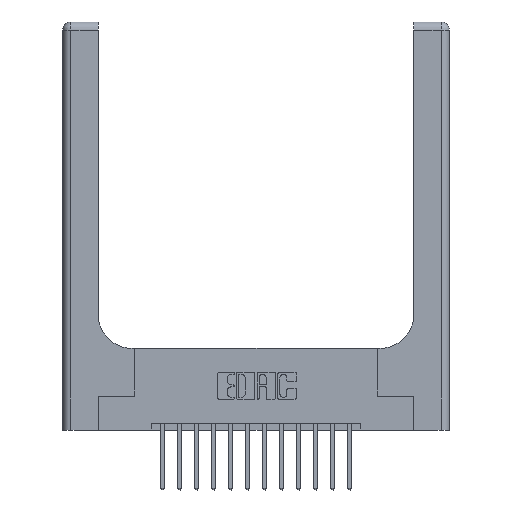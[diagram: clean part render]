
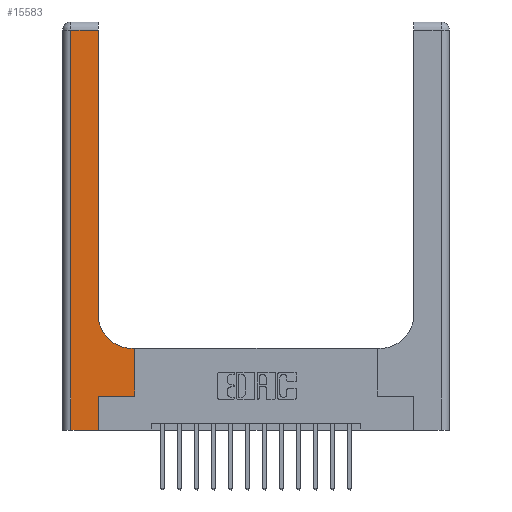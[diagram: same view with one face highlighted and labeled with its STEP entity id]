
A CAD part, top view. The second image highlights one B-rep face of the part: STEP entity #15583.
In plain terms, the highlighted planar face has unit normal (0, 0, 1).
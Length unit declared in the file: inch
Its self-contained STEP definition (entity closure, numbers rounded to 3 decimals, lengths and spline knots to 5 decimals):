
#388 = EDGE_CURVE ( 'NONE', #16808, #7889, #2121, .T. ) ;
#742 = EDGE_CURVE ( 'NONE', #4825, #10751, #14693, .T. ) ;
#871 = DIRECTION ( 'NONE',  ( 0., 0., -1. ) ) ;
#1102 = VERTEX_POINT ( 'NONE', #9428 ) ;
#1167 = CARTESIAN_POINT ( 'NONE',  ( 0.06, 2.94, 0.37 ) ) ;
#1213 = CARTESIAN_POINT ( 'NONE',  ( 0.06, 3., 0.37 ) ) ;
#1247 = EDGE_LOOP ( 'NONE', ( #14509, #1366, #10885, #12660, #7484, #4928, #5893, #11923, #17311 ) ) ;
#1366 = ORIENTED_EDGE ( 'NONE', *, *, #8825, .T. ) ;
#1688 = CARTESIAN_POINT ( 'NONE',  ( 0., 0., 0.37 ) ) ;
#1980 = CARTESIAN_POINT ( 'NONE',  ( 0.51, 0.85, 0.37 ) ) ;
#2121 = LINE ( 'NONE', #1213, #4479 ) ;
#2652 = DIRECTION ( 'NONE',  ( -1., 0., 0. ) ) ;
#2774 = CARTESIAN_POINT ( 'NONE',  ( 0., 2.94, 0.37 ) ) ;
#2857 = CARTESIAN_POINT ( 'NONE',  ( 0.26, 2.94, 0.37 ) ) ;
#3631 = LINE ( 'NONE', #4708, #12394 ) ;
#3686 = EDGE_CURVE ( 'NONE', #13976, #1102, #11539, .T. ) ;
#4003 = LINE ( 'NONE', #2774, #9004 ) ;
#4479 = VECTOR ( 'NONE', #6613, 39.37008 ) ;
#4708 = CARTESIAN_POINT ( 'NONE',  ( 0.528, 0.25, 0.37 ) ) ;
#4760 = FACE_OUTER_BOUND ( 'NONE', #1247, .T. ) ;
#4825 = VERTEX_POINT ( 'NONE', #15784 ) ;
#4826 = DIRECTION ( 'NONE',  ( 0., 1., 0. ) ) ;
#4928 = ORIENTED_EDGE ( 'NONE', *, *, #3686, .T. ) ;
#5673 = EDGE_CURVE ( 'NONE', #12916, #13976, #15124, .T. ) ;
#5796 = EDGE_CURVE ( 'NONE', #9709, #8864, #6330, .T. ) ;
#5893 = ORIENTED_EDGE ( 'NONE', *, *, #6680, .T. ) ;
#5999 = AXIS2_PLACEMENT_3D ( 'NONE', #11661, #871, #15738 ) ;
#6048 = DIRECTION ( 'NONE',  ( 0., 0., -1. ) ) ;
#6253 = EDGE_CURVE ( 'NONE', #10751, #9709, #10951, .T. ) ;
#6316 = DIRECTION ( 'NONE',  ( 1., 0., 0. ) ) ;
#6330 = LINE ( 'NONE', #15809, #8963 ) ;
#6613 = DIRECTION ( 'NONE',  ( 0., -1., 0. ) ) ;
#6680 = EDGE_CURVE ( 'NONE', #1102, #4825, #3631, .T. ) ;
#6922 = DIRECTION ( 'NONE',  ( 1., 0., 0. ) ) ;
#7286 = AXIS2_PLACEMENT_3D ( 'NONE', #1980, #6048, #14300 ) ;
#7484 = ORIENTED_EDGE ( 'NONE', *, *, #5673, .T. ) ;
#7889 = VERTEX_POINT ( 'NONE', #15510 ) ;
#8825 = EDGE_CURVE ( 'NONE', #8864, #16808, #4003, .T. ) ;
#8864 = VERTEX_POINT ( 'NONE', #2857 ) ;
#8891 = EDGE_CURVE ( 'NONE', #7889, #12916, #15068, .T. ) ;
#8963 = VECTOR ( 'NONE', #4826, 39.37008 ) ;
#9004 = VECTOR ( 'NONE', #10814, 39.37008 ) ;
#9428 = CARTESIAN_POINT ( 'NONE',  ( 0.528, 0.25, 0.37 ) ) ;
#9634 = CARTESIAN_POINT ( 'NONE',  ( 0.265, 0.25, 0.37 ) ) ;
#9709 = VERTEX_POINT ( 'NONE', #17345 ) ;
#10358 = DIRECTION ( 'NONE',  ( 0., 1., 0. ) ) ;
#10381 = VECTOR ( 'NONE', #2652, 39.37008 ) ;
#10751 = VERTEX_POINT ( 'NONE', #16555 ) ;
#10814 = DIRECTION ( 'NONE',  ( -1., 0., 0. ) ) ;
#10885 = ORIENTED_EDGE ( 'NONE', *, *, #388, .T. ) ;
#10951 = CIRCLE ( 'NONE', #7286, 0.25 ) ;
#11280 = CARTESIAN_POINT ( 'NONE',  ( 0.265, 0., 0.37 ) ) ;
#11539 = LINE ( 'NONE', #15793, #13737 ) ;
#11661 = CARTESIAN_POINT ( 'NONE',  ( 0., 3., 0.37 ) ) ;
#11923 = ORIENTED_EDGE ( 'NONE', *, *, #742, .T. ) ;
#12394 = VECTOR ( 'NONE', #10358, 39.37008 ) ;
#12402 = VECTOR ( 'NONE', #6922, 39.37008 ) ;
#12660 = ORIENTED_EDGE ( 'NONE', *, *, #8891, .T. ) ;
#12916 = VERTEX_POINT ( 'NONE', #11280 ) ;
#13079 = PLANE ( 'NONE',  #5999 ) ;
#13737 = VECTOR ( 'NONE', #6316, 39.37008 ) ;
#13976 = VERTEX_POINT ( 'NONE', #9634 ) ;
#14300 = DIRECTION ( 'NONE',  ( 1., 0., 0. ) ) ;
#14509 = ORIENTED_EDGE ( 'NONE', *, *, #5796, .T. ) ;
#14693 = LINE ( 'NONE', #16375, #10381 ) ;
#15068 = LINE ( 'NONE', #1688, #12402 ) ;
#15124 = LINE ( 'NONE', #15212, #17466 ) ;
#15212 = CARTESIAN_POINT ( 'NONE',  ( 0.265, 0., 0.37 ) ) ;
#15510 = CARTESIAN_POINT ( 'NONE',  ( 0.06, 0., 0.37 ) ) ;
#15583 = ADVANCED_FACE ( 'NONE', ( #4760 ), #13079, .F. ) ;
#15738 = DIRECTION ( 'NONE',  ( -1., 0., 0. ) ) ;
#15784 = CARTESIAN_POINT ( 'NONE',  ( 0.528, 0.6, 0.37 ) ) ;
#15793 = CARTESIAN_POINT ( 'NONE',  ( 0.265, 0.25, 0.37 ) ) ;
#15809 = CARTESIAN_POINT ( 'NONE',  ( 0.26, 3., 0.37 ) ) ;
#16375 = CARTESIAN_POINT ( 'NONE',  ( 0.26, 0.6, 0.37 ) ) ;
#16555 = CARTESIAN_POINT ( 'NONE',  ( 0.51, 0.6, 0.37 ) ) ;
#16633 = DIRECTION ( 'NONE',  ( 0., 1., 0. ) ) ;
#16808 = VERTEX_POINT ( 'NONE', #1167 ) ;
#17311 = ORIENTED_EDGE ( 'NONE', *, *, #6253, .T. ) ;
#17345 = CARTESIAN_POINT ( 'NONE',  ( 0.26, 0.85, 0.37 ) ) ;
#17466 = VECTOR ( 'NONE', #16633, 39.37008 ) ;
